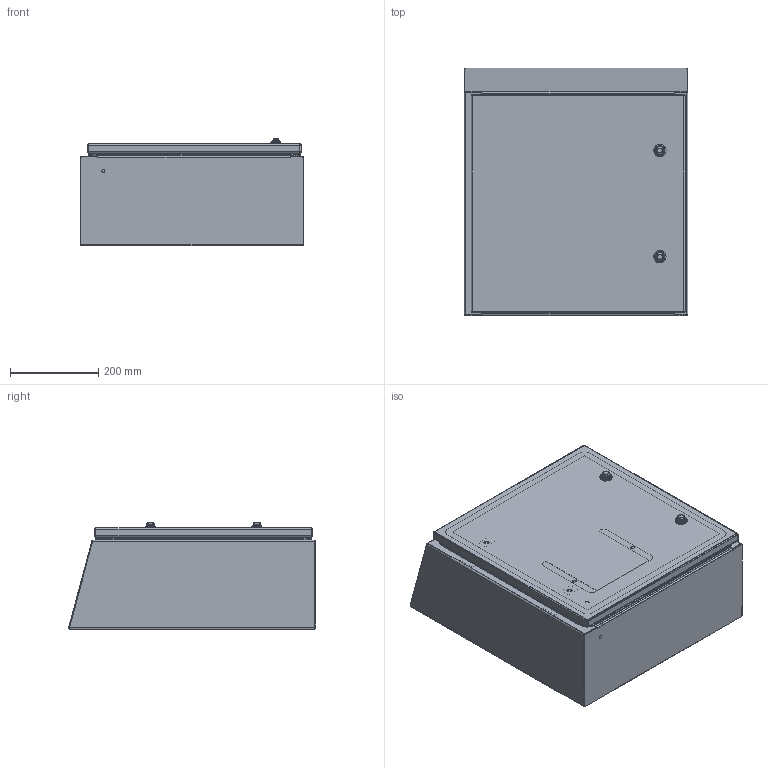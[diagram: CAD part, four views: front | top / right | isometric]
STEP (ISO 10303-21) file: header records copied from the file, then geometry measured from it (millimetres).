
FILE_DESCRIPTION (( 'STEP AP214' ), '1' );
FILE_NAME ('SCE-20K2008SSST.STEP', '2021-08-17T14:17:32', ( '' ), ( '' ), 'SwSTEP 2.0', 'SolidWorks 2021', '' );
FILE_SCHEMA (( 'AUTOMOTIVE_DESIGN' ));
Length unit declared in the file: inch
Products named in the file (1): SCE-20K2008SSST
Bounding box: 508 x 561.49 x 243.43 mm (x, y, z)
Volume: 3210017.7 mm3; surface area: 2967019 mm2
Topology: 52 solids, 52 shells, 3118 faces, 8090 edges, 4946 vertices
Faces by surface type: plane 1124, bspline 1090, cylinder 736, cone 96, torus 36, sphere 36
Full cylindrical faces by diameter (mm): 3.454 x2, 3.95 x4, 3.962 x4, 3.978 x2, 4.978 x8, 5 x2, 5.105 x4, 5.232 x6, 5.5 x2, 6.299 x6, 6.363 x4, 6.756 x2, 7.137 x2, 8 x2, 8.433 x4, 9.296 x4, 9.322 x4, 9.525 x4, 9.9 x2, 10 x2, 10.414 x2, 11.113 x4, 12.5 x2, 12.7 x4, 13.5 x2, 14.288 x4, 16 x2, 16.1 x2, 17 x2, 19.8 x2
Entity records: 209279 total; most frequent: CARTESIAN_POINT 104427, ORIENTED_EDGE 15076, DIRECTION 10176, EDGE_CURVE 7538, VERTEX_POINT 4816, AXIS2_PLACEMENT_3D 3788, EDGE_LOOP 3512, FACE_OUTER_BOUND 3298
